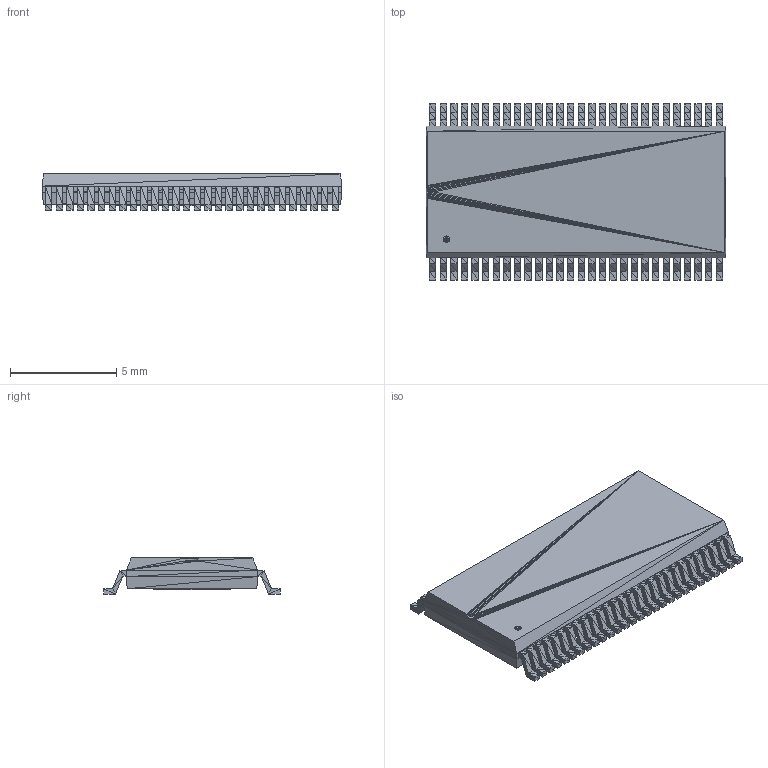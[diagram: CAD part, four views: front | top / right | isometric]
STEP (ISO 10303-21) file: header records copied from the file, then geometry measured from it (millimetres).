
FILE_DESCRIPTION(('FreeCAD Model'),'2;1');
FILE_NAME('DRV8301DCA.step','2018-04-06T15:54:41',('kicad StepUp'),( 'ksu MCAD'),'Open CASCADE STEP processor 6.8','FreeCAD','Unknown');
FILE_SCHEMA(('AUTOMOTIVE_DESIGN_CC2 { 1 2 10303 214 -1 1 5 4 }'));
Length unit declared in the file: millimetre
Products named in the file (1): DRV8301DCA
Bounding box: 14.1 x 8.31 x 1.7 mm (x, y, z)
Surface area: 380.1 mm2 (no closed solid volume)
Topology: 0 solids, 1841 shells, 1841 faces, 5523 edges, 5523 vertices
Faces by surface type: plane 1841
Entity records: 75501 total; most frequent: CARTESIAN_POINT 12888, DIRECTION 9207, ORIENTED_EDGE 5523, EDGE_CURVE 5523, VERTEX_POINT 5523, LINE 5523, VECTOR 5523, AXIS2_PLACEMENT_3D 1842
